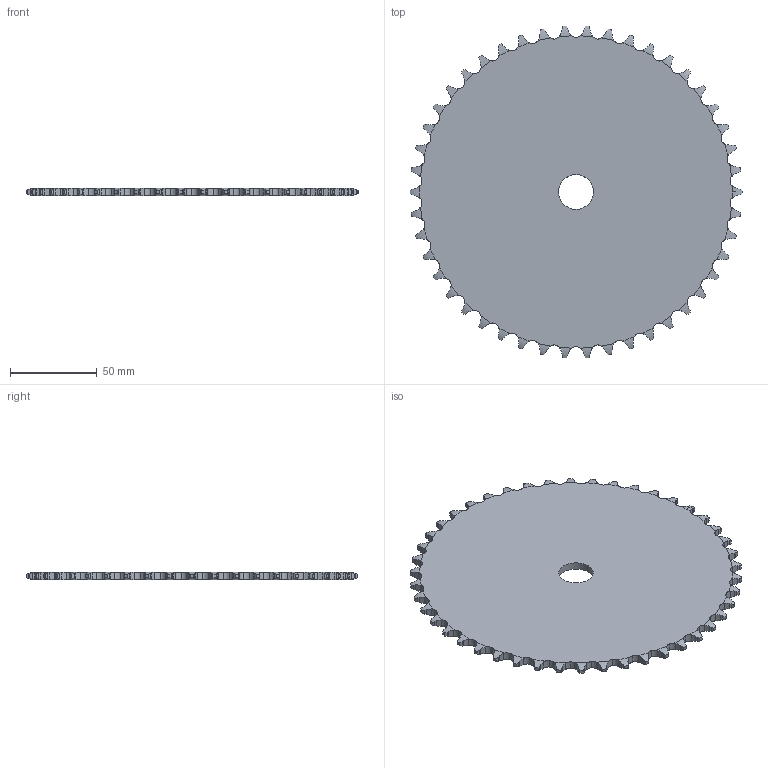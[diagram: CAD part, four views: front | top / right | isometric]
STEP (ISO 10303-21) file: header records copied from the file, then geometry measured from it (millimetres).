
FILE_DESCRIPTION(('FreeCAD Model'),'2;1');
FILE_NAME('Open CASCADE Shape Model','2022-02-19T16:04:52',('FreeCAD'),( 'FreeCAD'),'Open CASCADE STEP processor 7.4','FreeCAD','Unknown');
FILE_SCHEMA(('AUTOMOTIVE_DESIGN { 1 0 10303 214 1 1 1 1 }'));
Products named in the file (1): Open CASCADE STEP translator 7.4 82
Bounding box: 191.6 x 191.28 x 4.5 mm (x, y, z)
Volume: 116948.4 mm3; surface area: 56110.6 mm2
Topology: 1 solids, 1 shells, 512 faces, 1528 edges, 1018 vertices
Faces by surface type: cylinder 324, plane 94, torus 94
Full cylindrical faces by diameter (mm): 20 x1
Entity records: 45940 total; most frequent: CARTESIAN_POINT 20221, DIRECTION 3498, ORIENTED_EDGE 3056, PCURVE 3056, DEFINITIONAL_REPRESENTATION 3056, B_SPLINE_CURVE_WITH_KNOTS 2208, LINE 1720, VECTOR 1720
